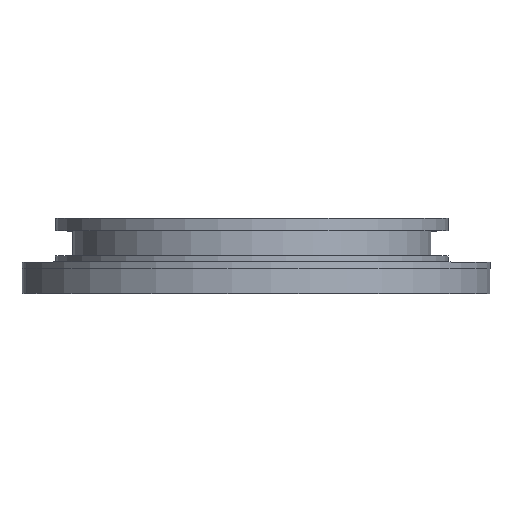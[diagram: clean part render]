
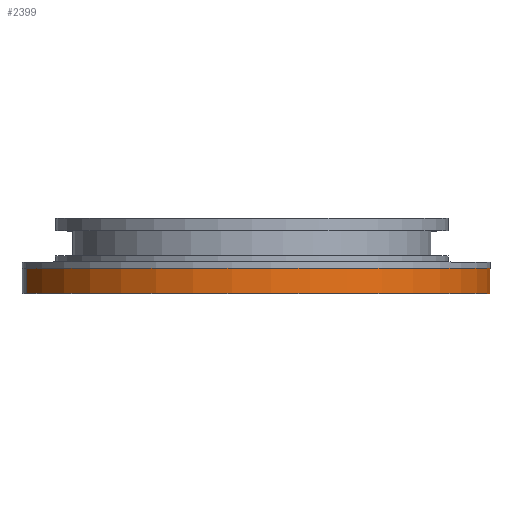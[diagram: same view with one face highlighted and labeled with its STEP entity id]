
A CAD part, top view. The second image highlights one B-rep face of the part: STEP entity #2399.
In plain terms, the highlighted cylindrical face has radius 57 mm (diameter 114 mm), a partial arc.
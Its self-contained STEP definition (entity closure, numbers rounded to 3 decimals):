
#232=FACE_OUTER_BOUND('',#371,.T.);
#371=EDGE_LOOP('',(#2040,#2041,#2042,#2043));
#581=LINE('',#3923,#795);
#589=LINE('',#3941,#803);
#795=VECTOR('',#3175,6.);
#803=VECTOR('',#3203,6.);
#913=CIRCLE('',#2544,57.);
#936=CIRCLE('',#2571,57.);
#1088=VERTEX_POINT('',#3738);
#1089=VERTEX_POINT('',#3740);
#1132=VERTEX_POINT('',#3834);
#1133=VERTEX_POINT('',#3836);
#1362=EDGE_CURVE('',#1089,#1088,#913,.T.);
#1410=EDGE_CURVE('',#1132,#1133,#936,.T.);
#1455=EDGE_CURVE('',#1088,#1133,#581,.T.);
#1463=EDGE_CURVE('',#1089,#1132,#589,.T.);
#2040=ORIENTED_EDGE('',*,*,#1362,.T.);
#2041=ORIENTED_EDGE('',*,*,#1455,.T.);
#2042=ORIENTED_EDGE('',*,*,#1410,.F.);
#2043=ORIENTED_EDGE('',*,*,#1463,.F.);
#2293=CYLINDRICAL_SURFACE('',#2617,57.);
#2399=ADVANCED_FACE('',(#232),#2293,.T.);
#2544=AXIS2_PLACEMENT_3D('',#3741,#2993,#2994);
#2571=AXIS2_PLACEMENT_3D('',#3837,#3072,#3073);
#2617=AXIS2_PLACEMENT_3D('',#3943,#3206,#3207);
#2993=DIRECTION('center_axis',(0.,0.,1.));
#2994=DIRECTION('ref_axis',(0.946,0.324,0.));
#3072=DIRECTION('center_axis',(0.,0.,1.));
#3073=DIRECTION('ref_axis',(0.946,0.324,0.));
#3175=DIRECTION('',(0.,0.,1.));
#3203=DIRECTION('',(0.,0.,1.));
#3206=DIRECTION('center_axis',(0.,0.,1.));
#3207=DIRECTION('ref_axis',(0.946,0.324,0.));
#3738=CARTESIAN_POINT('',(-57.,0.,0.));
#3740=CARTESIAN_POINT('',(53.919,18.486,0.));
#3741=CARTESIAN_POINT('Origin',(0.,0.,0.));
#3834=CARTESIAN_POINT('',(53.919,18.486,6.));
#3836=CARTESIAN_POINT('',(-57.,0.,6.));
#3837=CARTESIAN_POINT('Origin',(0.,0.,6.));
#3923=CARTESIAN_POINT('',(-57.,0.,0.));
#3941=CARTESIAN_POINT('',(53.919,18.486,0.));
#3943=CARTESIAN_POINT('Origin',(0.,0.,0.));
